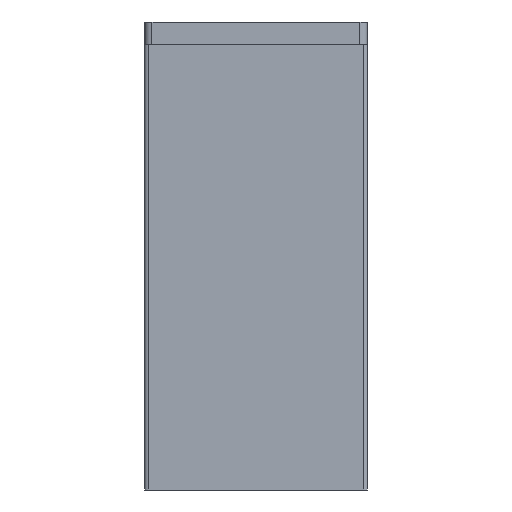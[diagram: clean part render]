
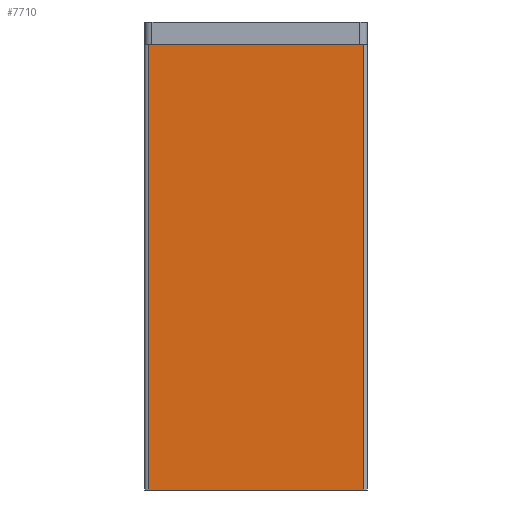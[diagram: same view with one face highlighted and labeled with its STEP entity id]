
A CAD part, left-side view. The second image highlights one B-rep face of the part: STEP entity #7710.
In plain terms, the highlighted planar face has unit normal (-1, 0, 0).
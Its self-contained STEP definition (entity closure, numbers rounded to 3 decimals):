
#917 = VECTOR ( 'NONE', #7336, 1000. ) ;
#920 = LINE ( 'NONE', #7339, #917 ) ;
#1043 = ORIENTED_EDGE ( 'NONE', *, *, #2830, .F. ) ;
#1044 = ORIENTED_EDGE ( 'NONE', *, *, #3113, .T. ) ;
#1059 = ORIENTED_EDGE ( 'NONE', *, *, #2828, .T. ) ;
#1060 = ORIENTED_EDGE ( 'NONE', *, *, #2829, .F. ) ;
#2824 = VECTOR ( 'NONE', #7334, 1000. ) ;
#2828 = EDGE_CURVE ( 'NONE', #6408, #6405, #920, .T. ) ;
#2829 = EDGE_CURVE ( 'NONE', #6413, #6405, #4873, .T. ) ;
#2830 = EDGE_CURVE ( 'NONE', #6411, #6413, #2844, .T. ) ;
#2841 = VECTOR ( 'NONE', #7332, 1000. ) ;
#2844 = LINE ( 'NONE', #7337, #2841 ) ;
#3113 = EDGE_CURVE ( 'NONE', #6411, #6408, #8239, .T. ) ;
#4440 = CARTESIAN_POINT ( 'NONE',  ( -10., 60., -14.5 ) ) ;
#4445 = PLANE ( 'NONE',  #7597 ) ;
#4448 = DIRECTION ( 'NONE',  ( 1., 0., 0. ) ) ;
#4449 = DIRECTION ( 'NONE',  ( 0., 0., -1. ) ) ;
#4873 = LINE ( 'NONE', #7346, #2824 ) ;
#4916 = EDGE_LOOP ( 'NONE', ( #1059, #1060, #1043, #1044 ) ) ;
#6356 = CARTESIAN_POINT ( 'NONE',  ( -10., 0., 14.5 ) ) ;
#6359 = CARTESIAN_POINT ( 'NONE',  ( -10., 0., -14.5 ) ) ;
#6362 = CARTESIAN_POINT ( 'NONE',  ( -10., 60., -14.5 ) ) ;
#6364 = CARTESIAN_POINT ( 'NONE',  ( -10., 60., 14.5 ) ) ;
#6405 = VERTEX_POINT ( 'NONE', #6356 ) ;
#6408 = VERTEX_POINT ( 'NONE', #6359 ) ;
#6411 = VERTEX_POINT ( 'NONE', #6362 ) ;
#6413 = VERTEX_POINT ( 'NONE', #6364 ) ;
#7149 = DIRECTION ( 'NONE',  ( 0., -1., 0. ) ) ;
#7150 = CARTESIAN_POINT ( 'NONE',  ( -10., 60., -14.5 ) ) ;
#7332 = DIRECTION ( 'NONE',  ( 0., 0., 1. ) ) ;
#7334 = DIRECTION ( 'NONE',  ( 0., -1., 0. ) ) ;
#7336 = DIRECTION ( 'NONE',  ( 0., 0., 1. ) ) ;
#7337 = CARTESIAN_POINT ( 'NONE',  ( -10., 60., -14.5 ) ) ;
#7339 = CARTESIAN_POINT ( 'NONE',  ( -10., 0., -14.5 ) ) ;
#7346 = CARTESIAN_POINT ( 'NONE',  ( -10., 60., 14.5 ) ) ;
#7597 = AXIS2_PLACEMENT_3D ( 'NONE', #4440, #4448, #4449 ) ;
#7710 = ADVANCED_FACE ( 'NONE', ( #8085 ), #4445, .F. ) ;
#8085 = FACE_OUTER_BOUND ( 'NONE', #4916, .T. ) ;
#8239 = LINE ( 'NONE', #7150, #8242 ) ;
#8242 = VECTOR ( 'NONE', #7149, 1000. ) ;
